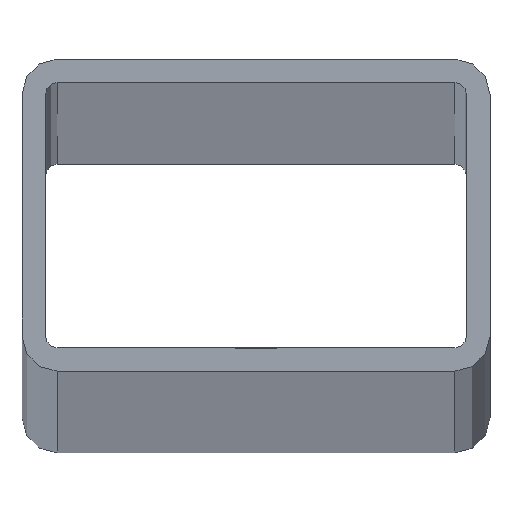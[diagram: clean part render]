
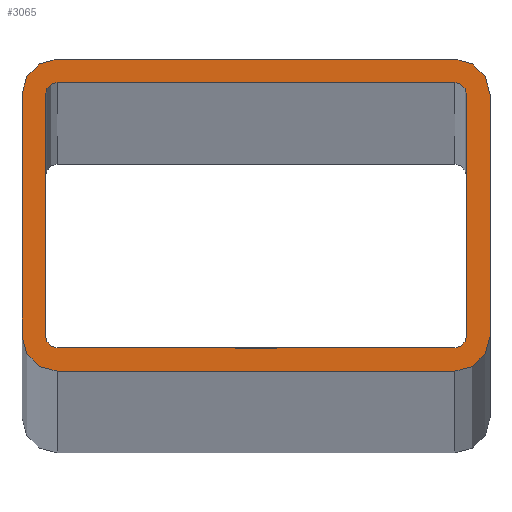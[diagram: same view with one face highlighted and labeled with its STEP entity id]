
A CAD part, top view. The second image highlights one B-rep face of the part: STEP entity #3065.
In plain terms, the highlighted planar face has unit normal (0, 0, 1).
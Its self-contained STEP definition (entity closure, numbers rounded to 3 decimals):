
#33 = DIRECTION ( 'NONE',  ( 0., 0., 1. ) ) ;
#232 = EDGE_LOOP ( 'NONE', ( #2890, #1920, #7511, #8130, #10308, #9145, #11876, #3992 ) ) ;
#263 = DIRECTION ( 'NONE',  ( -1., 0., 0. ) ) ;
#276 = VERTEX_POINT ( 'NONE', #3970 ) ;
#434 = CARTESIAN_POINT ( 'NONE',  ( -30., -15.5, 0. ) ) ;
#556 = ORIENTED_EDGE ( 'NONE', *, *, #8417, .T. ) ;
#605 = CARTESIAN_POINT ( 'NONE',  ( -30., 20., 0. ) ) ;
#778 = EDGE_CURVE ( 'NONE', #276, #9640, #2071, .T. ) ;
#801 = CIRCLE ( 'NONE', #1020, 4.5 ) ;
#918 = AXIS2_PLACEMENT_3D ( 'NONE', #9415, #7536, #7485 ) ;
#1020 = AXIS2_PLACEMENT_3D ( 'NONE', #10428, #6539, #7454 ) ;
#1160 = AXIS2_PLACEMENT_3D ( 'NONE', #11902, #11080, #3085 ) ;
#1229 = CARTESIAN_POINT ( 'NONE',  ( 25.5, 15.5, 0. ) ) ;
#1402 = ORIENTED_EDGE ( 'NONE', *, *, #1686, .T. ) ;
#1448 = VERTEX_POINT ( 'NONE', #11767 ) ;
#1517 = AXIS2_PLACEMENT_3D ( 'NONE', #8727, #11655, #12639 ) ;
#1633 = VERTEX_POINT ( 'NONE', #9223 ) ;
#1681 = CIRCLE ( 'NONE', #12443, 1.5 ) ;
#1686 = EDGE_CURVE ( 'NONE', #6446, #276, #8681, .T. ) ;
#1920 = ORIENTED_EDGE ( 'NONE', *, *, #8922, .F. ) ;
#2071 = CIRCLE ( 'NONE', #1160, 4.5 ) ;
#2180 = CIRCLE ( 'NONE', #11578, 4.5 ) ;
#2191 = LINE ( 'NONE', #7357, #10669 ) ;
#2444 = VECTOR ( 'NONE', #8418, 1000. ) ;
#2557 = CARTESIAN_POINT ( 'NONE',  ( 30., 15.5, 0. ) ) ;
#2726 = VERTEX_POINT ( 'NONE', #10979 ) ;
#2827 = VERTEX_POINT ( 'NONE', #6925 ) ;
#2890 = ORIENTED_EDGE ( 'NONE', *, *, #3975, .F. ) ;
#2952 = EDGE_CURVE ( 'NONE', #9177, #4085, #2191, .T. ) ;
#3043 = DIRECTION ( 'NONE',  ( 0., 0., 1. ) ) ;
#3065 = ADVANCED_FACE ( 'NONE', ( #6180, #9730 ), #9453, .T. ) ;
#3085 = DIRECTION ( 'NONE',  ( 1., 0., 0. ) ) ;
#3154 = DIRECTION ( 'NONE',  ( 1., 0., 0. ) ) ;
#3156 = ORIENTED_EDGE ( 'NONE', *, *, #778, .T. ) ;
#3234 = CARTESIAN_POINT ( 'NONE',  ( -25.5, 15.5, 0. ) ) ;
#3458 = DIRECTION ( 'NONE',  ( 1., 0., 0. ) ) ;
#3461 = VERTEX_POINT ( 'NONE', #8964 ) ;
#3468 = EDGE_CURVE ( 'NONE', #4085, #6446, #2180, .T. ) ;
#3489 = CARTESIAN_POINT ( 'NONE',  ( 27., 15.5, 0. ) ) ;
#3966 = VECTOR ( 'NONE', #4653, 1000. ) ;
#3970 = CARTESIAN_POINT ( 'NONE',  ( -25.5, 20., 0. ) ) ;
#3975 = EDGE_CURVE ( 'NONE', #1633, #6458, #11259, .T. ) ;
#3985 = CARTESIAN_POINT ( 'NONE',  ( 30., -15.5, 0. ) ) ;
#3992 = ORIENTED_EDGE ( 'NONE', *, *, #6573, .F. ) ;
#4014 = ORIENTED_EDGE ( 'NONE', *, *, #6975, .T. ) ;
#4057 = EDGE_CURVE ( 'NONE', #5379, #9177, #801, .T. ) ;
#4085 = VERTEX_POINT ( 'NONE', #2557 ) ;
#4133 = AXIS2_PLACEMENT_3D ( 'NONE', #10258, #10161, #11159 ) ;
#4154 = DIRECTION ( 'NONE',  ( 1., 0., 0. ) ) ;
#4458 = ORIENTED_EDGE ( 'NONE', *, *, #7269, .T. ) ;
#4469 = CIRCLE ( 'NONE', #9439, 1.5 ) ;
#4598 = DIRECTION ( 'NONE',  ( 0., -1., 0. ) ) ;
#4653 = DIRECTION ( 'NONE',  ( 0., 1., 0. ) ) ;
#4862 = CARTESIAN_POINT ( 'NONE',  ( 25.5, -17., 0. ) ) ;
#5084 = CARTESIAN_POINT ( 'NONE',  ( 25.5, 15.5, 0. ) ) ;
#5172 = ORIENTED_EDGE ( 'NONE', *, *, #3468, .T. ) ;
#5191 = CARTESIAN_POINT ( 'NONE',  ( -30., 20., 0. ) ) ;
#5268 = CARTESIAN_POINT ( 'NONE',  ( 25.5, -20., 0. ) ) ;
#5325 = ORIENTED_EDGE ( 'NONE', *, *, #2952, .T. ) ;
#5379 = VERTEX_POINT ( 'NONE', #5268 ) ;
#5494 = VERTEX_POINT ( 'NONE', #3489 ) ;
#5573 = CARTESIAN_POINT ( 'NONE',  ( 27., 0., 0. ) ) ;
#5630 = CIRCLE ( 'NONE', #8004, 1.5 ) ;
#6071 = DIRECTION ( 'NONE',  ( 1., 0., 0. ) ) ;
#6098 = CARTESIAN_POINT ( 'NONE',  ( 0., 17., 0. ) ) ;
#6180 = FACE_BOUND ( 'NONE', #232, .T. ) ;
#6195 = CARTESIAN_POINT ( 'NONE',  ( 0., -17., 0. ) ) ;
#6446 = VERTEX_POINT ( 'NONE', #10903 ) ;
#6458 = VERTEX_POINT ( 'NONE', #10389 ) ;
#6507 = EDGE_CURVE ( 'NONE', #1448, #11370, #8766, .T. ) ;
#6539 = DIRECTION ( 'NONE',  ( 0., 0., 1. ) ) ;
#6573 = EDGE_CURVE ( 'NONE', #6458, #8180, #4469, .T. ) ;
#6916 = DIRECTION ( 'NONE',  ( 1., 0., 0. ) ) ;
#6925 = CARTESIAN_POINT ( 'NONE',  ( -27., -15.5, 0. ) ) ;
#6975 = EDGE_CURVE ( 'NONE', #9640, #8278, #7200, .T. ) ;
#7191 = CIRCLE ( 'NONE', #4133, 1.5 ) ;
#7200 = LINE ( 'NONE', #605, #10444 ) ;
#7242 = EDGE_CURVE ( 'NONE', #8180, #2827, #12124, .T. ) ;
#7269 = EDGE_CURVE ( 'NONE', #2726, #5379, #10291, .T. ) ;
#7287 = CARTESIAN_POINT ( 'NONE',  ( -30., 15.5, 0. ) ) ;
#7357 = CARTESIAN_POINT ( 'NONE',  ( 30., 20., 0. ) ) ;
#7454 = DIRECTION ( 'NONE',  ( 1., 0., 0. ) ) ;
#7485 = DIRECTION ( 'NONE',  ( 1., 0., 0. ) ) ;
#7511 = ORIENTED_EDGE ( 'NONE', *, *, #10375, .F. ) ;
#7513 = CARTESIAN_POINT ( 'NONE',  ( -30., -20., 0. ) ) ;
#7536 = DIRECTION ( 'NONE',  ( 0., 0., 1. ) ) ;
#7559 = ORIENTED_EDGE ( 'NONE', *, *, #4057, .T. ) ;
#7827 = CARTESIAN_POINT ( 'NONE',  ( -27., 15.5, 0. ) ) ;
#7983 = CARTESIAN_POINT ( 'NONE',  ( -25.5, -15.5, 0. ) ) ;
#8004 = AXIS2_PLACEMENT_3D ( 'NONE', #7983, #33, #6916 ) ;
#8022 = EDGE_LOOP ( 'NONE', ( #1402, #3156, #4014, #556, #4458, #7559, #5325, #5172 ) ) ;
#8130 = ORIENTED_EDGE ( 'NONE', *, *, #10296, .F. ) ;
#8148 = DIRECTION ( 'NONE',  ( 0., 0., 1. ) ) ;
#8180 = VERTEX_POINT ( 'NONE', #7827 ) ;
#8260 = DIRECTION ( 'NONE',  ( 0., -1., 0. ) ) ;
#8278 = VERTEX_POINT ( 'NONE', #434 ) ;
#8417 = EDGE_CURVE ( 'NONE', #8278, #2726, #10097, .T. ) ;
#8418 = DIRECTION ( 'NONE',  ( 1., 0., 0. ) ) ;
#8681 = LINE ( 'NONE', #5191, #10035 ) ;
#8727 = CARTESIAN_POINT ( 'NONE',  ( 0., 0., 0. ) ) ;
#8766 = LINE ( 'NONE', #6195, #11217 ) ;
#8922 = EDGE_CURVE ( 'NONE', #5494, #1633, #1681, .T. ) ;
#8964 = CARTESIAN_POINT ( 'NONE',  ( 27., -15.5, 0. ) ) ;
#9089 = VECTOR ( 'NONE', #263, 1000. ) ;
#9145 = ORIENTED_EDGE ( 'NONE', *, *, #11945, .F. ) ;
#9177 = VERTEX_POINT ( 'NONE', #3985 ) ;
#9223 = CARTESIAN_POINT ( 'NONE',  ( 25.5, 17., 0. ) ) ;
#9415 = CARTESIAN_POINT ( 'NONE',  ( -25.5, -15.5, 0. ) ) ;
#9439 = AXIS2_PLACEMENT_3D ( 'NONE', #3234, #8148, #4154 ) ;
#9453 = PLANE ( 'NONE',  #1517 ) ;
#9640 = VERTEX_POINT ( 'NONE', #7287 ) ;
#9730 = FACE_OUTER_BOUND ( 'NONE', #8022, .T. ) ;
#10035 = VECTOR ( 'NONE', #10111, 1000. ) ;
#10097 = CIRCLE ( 'NONE', #918, 4.5 ) ;
#10111 = DIRECTION ( 'NONE',  ( -1., 0., 0. ) ) ;
#10119 = DIRECTION ( 'NONE',  ( 0., 0., 1. ) ) ;
#10161 = DIRECTION ( 'NONE',  ( 0., 0., 1. ) ) ;
#10182 = DIRECTION ( 'NONE',  ( 0., 1., 0. ) ) ;
#10258 = CARTESIAN_POINT ( 'NONE',  ( 25.5, -15.5, 0. ) ) ;
#10291 = LINE ( 'NONE', #7513, #2444 ) ;
#10296 = EDGE_CURVE ( 'NONE', #11370, #3461, #7191, .T. ) ;
#10308 = ORIENTED_EDGE ( 'NONE', *, *, #6507, .F. ) ;
#10375 = EDGE_CURVE ( 'NONE', #3461, #5494, #10585, .T. ) ;
#10389 = CARTESIAN_POINT ( 'NONE',  ( -25.5, 17., 0. ) ) ;
#10428 = CARTESIAN_POINT ( 'NONE',  ( 25.5, -15.5, 0. ) ) ;
#10444 = VECTOR ( 'NONE', #8260, 1000. ) ;
#10585 = LINE ( 'NONE', #5573, #3966 ) ;
#10669 = VECTOR ( 'NONE', #10182, 1000. ) ;
#10903 = CARTESIAN_POINT ( 'NONE',  ( 25.5, 20., 0. ) ) ;
#10979 = CARTESIAN_POINT ( 'NONE',  ( -25.5, -20., 0. ) ) ;
#11080 = DIRECTION ( 'NONE',  ( 0., 0., 1. ) ) ;
#11159 = DIRECTION ( 'NONE',  ( 1., 0., 0. ) ) ;
#11217 = VECTOR ( 'NONE', #3458, 1000. ) ;
#11259 = LINE ( 'NONE', #6098, #9089 ) ;
#11367 = VECTOR ( 'NONE', #4598, 1000. ) ;
#11370 = VERTEX_POINT ( 'NONE', #4862 ) ;
#11381 = CARTESIAN_POINT ( 'NONE',  ( -27., 0., 0. ) ) ;
#11578 = AXIS2_PLACEMENT_3D ( 'NONE', #1229, #10119, #3154 ) ;
#11655 = DIRECTION ( 'NONE',  ( 0., 0., 1. ) ) ;
#11767 = CARTESIAN_POINT ( 'NONE',  ( -25.5, -17., 0. ) ) ;
#11876 = ORIENTED_EDGE ( 'NONE', *, *, #7242, .F. ) ;
#11902 = CARTESIAN_POINT ( 'NONE',  ( -25.5, 15.5, 0. ) ) ;
#11945 = EDGE_CURVE ( 'NONE', #2827, #1448, #5630, .T. ) ;
#12124 = LINE ( 'NONE', #11381, #11367 ) ;
#12443 = AXIS2_PLACEMENT_3D ( 'NONE', #5084, #3043, #6071 ) ;
#12639 = DIRECTION ( 'NONE',  ( 1., 0., 0. ) ) ;
